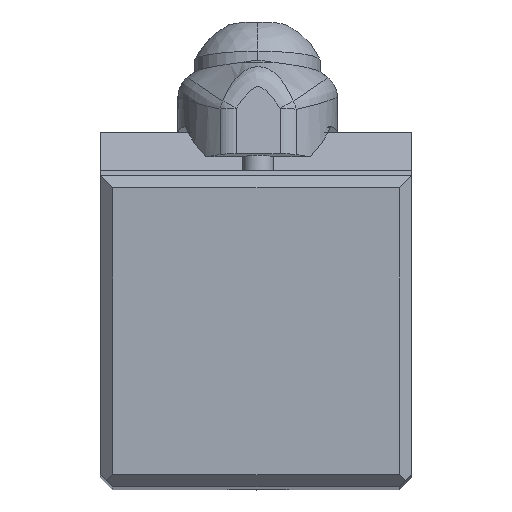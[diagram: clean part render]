
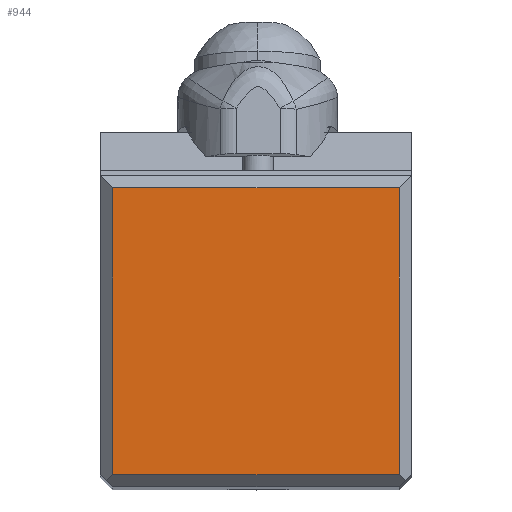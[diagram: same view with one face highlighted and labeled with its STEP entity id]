
A CAD part, top view. The second image highlights one B-rep face of the part: STEP entity #944.
In plain terms, the highlighted planar face has unit normal (0, 0, 1).
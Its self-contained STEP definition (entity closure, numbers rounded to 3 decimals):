
#704=FACE_OUTER_BOUND('',#1305,.T.);
#944=ADVANCED_FACE('',(#704),#1190,.T.);
#1190=PLANE('',#4614);
#1305=EDGE_LOOP('',(#1701,#1702,#1703,#1704));
#1701=ORIENTED_EDGE('',*,*,#3395,.F.);
#1702=ORIENTED_EDGE('',*,*,#3392,.F.);
#1703=ORIENTED_EDGE('',*,*,#3390,.F.);
#1704=ORIENTED_EDGE('',*,*,#3388,.T.);
#2931=VERTEX_POINT('',#6373);
#2932=VERTEX_POINT('',#6375);
#2933=VERTEX_POINT('',#6379);
#2934=VERTEX_POINT('',#6383);
#3388=EDGE_CURVE('',#2932,#2931,#4029,.T.);
#3390=EDGE_CURVE('',#2932,#2933,#4031,.T.);
#3392=EDGE_CURVE('',#2933,#2934,#4033,.T.);
#3395=EDGE_CURVE('',#2934,#2931,#4036,.T.);
#4029=LINE('',#6374,#4253);
#4031=LINE('',#6378,#4255);
#4033=LINE('',#6382,#4257);
#4036=LINE('',#6388,#4260);
#4253=VECTOR('',#5204,1.);
#4255=VECTOR('',#5208,1.);
#4257=VECTOR('',#5212,1.);
#4260=VECTOR('',#5219,1.);
#4614=AXIS2_PLACEMENT_3D('',#6390,#5222,#5223);
#5204=DIRECTION('',(1.,0.,0.));
#5208=DIRECTION('',(0.,1.,0.));
#5212=DIRECTION('',(1.,0.,0.));
#5219=DIRECTION('',(0.,-1.,0.));
#5222=DIRECTION('',(0.,0.,1.));
#5223=DIRECTION('',(1.,0.,0.));
#6373=CARTESIAN_POINT('',(-1.,1.,0.));
#6374=CARTESIAN_POINT('',(-24.4,1.,0.));
#6375=CARTESIAN_POINT('',(-24.4,1.,0.));
#6378=CARTESIAN_POINT('',(-24.4,1.,0.));
#6379=CARTESIAN_POINT('',(-24.4,24.4,0.));
#6382=CARTESIAN_POINT('',(-24.4,24.4,0.));
#6383=CARTESIAN_POINT('',(-1.,24.4,0.));
#6388=CARTESIAN_POINT('',(-1.,24.4,0.));
#6390=CARTESIAN_POINT('',(-12.7,12.7,0.));
